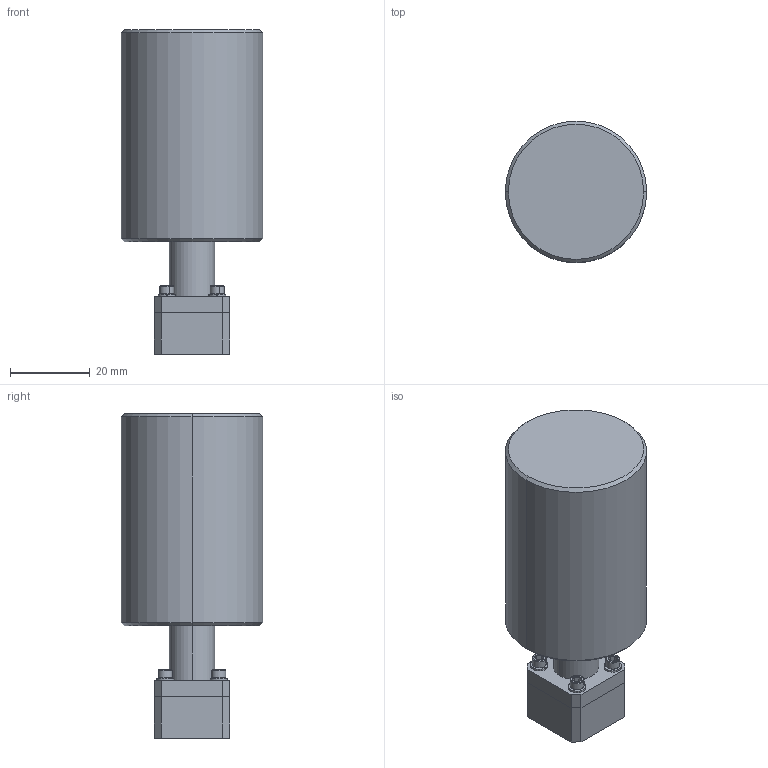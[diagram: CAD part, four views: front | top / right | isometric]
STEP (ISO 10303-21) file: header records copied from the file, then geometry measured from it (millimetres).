
FILE_DESCRIPTION (( 'STEP AP203' ), '1' );
FILE_NAME ('SAF-2633031728-28-S1.STEP', '2019-06-10T22:53:52', ( '' ), ( '' ), 'SwSTEP 2.0', 'SolidWorks 2016', '' );
FILE_SCHEMA (( 'CONFIG_CONTROL_DESIGN' ));
Length unit declared in the file: inch
Products named in the file (1): SAF-2633031728-28-S1
Bounding box: 35.56 x 35.56 x 81.66 mm (x, y, z)
Volume: 59508.6 mm3; surface area: 11666.5 mm2
Topology: 10 solids, 10 shells, 537 faces, 1430 edges, 924 vertices
Faces by surface type: cylinder 384, plane 81, cone 64, bspline 8
Entity records: 24577 total; most frequent: CARTESIAN_POINT 13116, ORIENTED_EDGE 2860, DIRECTION 1946, EDGE_CURVE 1430, VERTEX_POINT 924, AXIS2_PLACEMENT_3D 702, EDGE_LOOP 564, VECTOR 542
